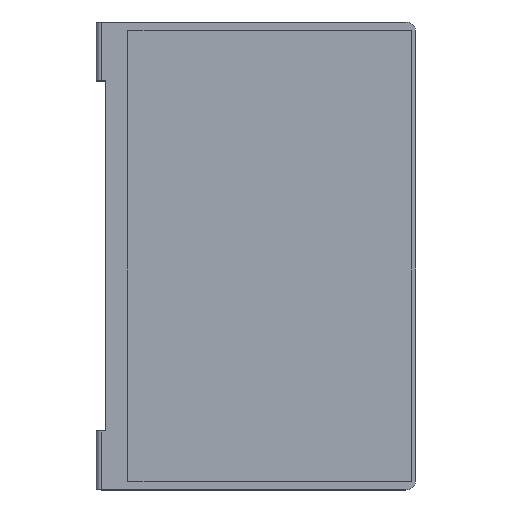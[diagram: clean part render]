
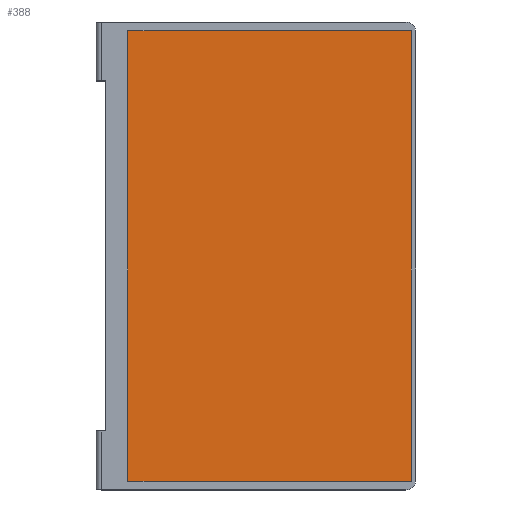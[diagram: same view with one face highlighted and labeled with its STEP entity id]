
A CAD part, top view. The second image highlights one B-rep face of the part: STEP entity #388.
In plain terms, the highlighted planar face has unit normal (0, 0, 1).
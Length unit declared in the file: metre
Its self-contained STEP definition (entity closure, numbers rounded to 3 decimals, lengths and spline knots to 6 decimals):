
#121=ORIENTED_EDGE('',*,*,#180,.F.);
#122=ORIENTED_EDGE('',*,*,#139,.T.);
#123=ORIENTED_EDGE('',*,*,#186,.T.);
#124=ORIENTED_EDGE('',*,*,#182,.F.);
#139=EDGE_CURVE('',#192,#191,#227,.T.);
#180=EDGE_CURVE('',#192,#221,#254,.T.);
#182=EDGE_CURVE('',#221,#222,#256,.T.);
#186=EDGE_CURVE('',#191,#222,#260,.T.);
#191=VERTEX_POINT('',#556);
#192=VERTEX_POINT('',#558);
#221=VERTEX_POINT('',#643);
#222=VERTEX_POINT('',#647);
#227=LINE('',#557,#265);
#254=LINE('',#642,#292);
#256=LINE('',#646,#294);
#260=LINE('',#654,#298);
#265=VECTOR('',#446,1.);
#292=VECTOR('',#531,1.);
#294=VECTOR('',#535,1.);
#298=VECTOR('',#541,1.);
#325=EDGE_LOOP('',(#121,#122,#123,#124));
#353=FACE_BOUND('',#325,.T.);
#367=PLANE('',#436);
#388=ADVANCED_FACE('',(#353),#367,.T.);
#436=AXIS2_PLACEMENT_3D('',#653,#539,#540);
#446=DIRECTION('',(-1.,0.,0.));
#531=DIRECTION('',(0.,-1.,0.));
#535=DIRECTION('',(-1.,0.,0.));
#539=DIRECTION('',(0.,0.,1.));
#540=DIRECTION('',(1.,0.,0.));
#541=DIRECTION('',(0.,-1.,0.));
#556=CARTESIAN_POINT('',(0.009649,0.1145,-0.0005));
#557=CARTESIAN_POINT('',(0.086649,0.1145,-0.0005));
#558=CARTESIAN_POINT('',(0.163649,0.1145,-0.0005));
#642=CARTESIAN_POINT('',(0.163649,0.,-0.0005));
#643=CARTESIAN_POINT('',(0.163649,-0.1145,-0.0005));
#646=CARTESIAN_POINT('',(0.086649,-0.1145,-0.0005));
#647=CARTESIAN_POINT('',(0.009649,-0.1145,-0.0005));
#653=CARTESIAN_POINT('',(0.086,0.,-0.0005));
#654=CARTESIAN_POINT('',(0.009649,0.,-0.0005));
